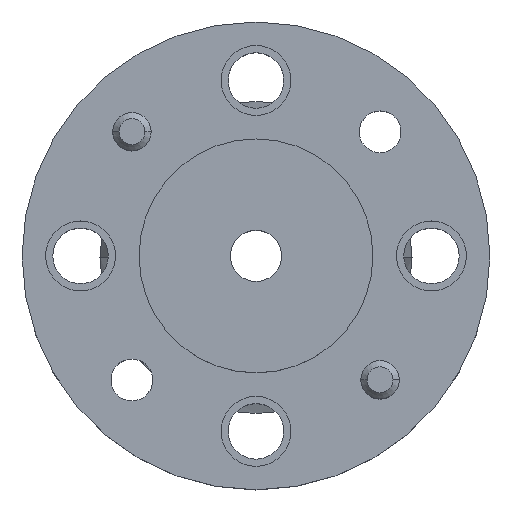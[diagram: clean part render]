
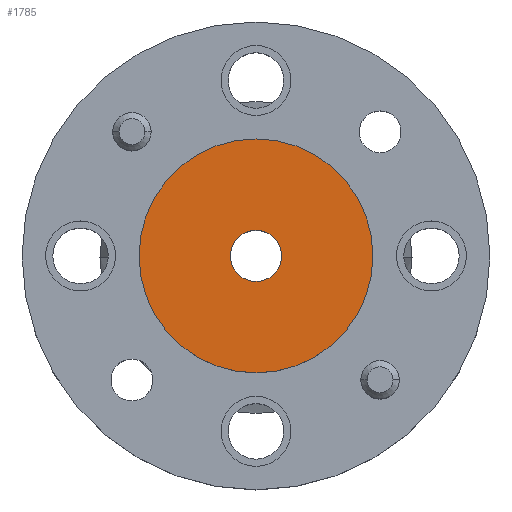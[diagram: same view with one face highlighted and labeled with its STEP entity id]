
A CAD part, top view. The second image highlights one B-rep face of the part: STEP entity #1785.
In plain terms, the highlighted planar face has unit normal (0, 0, 1).
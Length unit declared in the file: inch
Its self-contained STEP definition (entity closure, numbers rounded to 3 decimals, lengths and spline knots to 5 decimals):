
#34 = CIRCLE ( 'NONE', #1258, 0.041 ) ;
#61 = CARTESIAN_POINT ( 'NONE',  ( 0., 0., 0.037 ) ) ;
#106 = DIRECTION ( 'NONE',  ( 1., 0., 0. ) ) ;
#113 = CARTESIAN_POINT ( 'NONE',  ( 0., 0., 0.037 ) ) ;
#229 = DIRECTION ( 'NONE',  ( 1., 0., 0. ) ) ;
#252 = DIRECTION ( 'NONE',  ( 0., 0., 1. ) ) ;
#339 = DIRECTION ( 'NONE',  ( 1., 0., 0. ) ) ;
#379 = FACE_OUTER_BOUND ( 'NONE', #497, .T. ) ;
#476 = EDGE_CURVE ( 'NONE', #1557, #1211, #826, .T. ) ;
#494 = CARTESIAN_POINT ( 'NONE',  ( 0.1875, 0., 0.037 ) ) ;
#497 = EDGE_LOOP ( 'NONE', ( #520, #1577 ) ) ;
#520 = ORIENTED_EDGE ( 'NONE', *, *, #1855, .T. ) ;
#543 = AXIS2_PLACEMENT_3D ( 'NONE', #559, #1936, #1799 ) ;
#559 = CARTESIAN_POINT ( 'NONE',  ( 0., 0., 0.037 ) ) ;
#632 = EDGE_CURVE ( 'NONE', #1257, #1404, #661, .T. ) ;
#661 = CIRCLE ( 'NONE', #1773, 0.041 ) ;
#826 = CIRCLE ( 'NONE', #1400, 0.1875 ) ;
#856 = CARTESIAN_POINT ( 'NONE',  ( 0.041, 0., 0.037 ) ) ;
#886 = EDGE_CURVE ( 'NONE', #1404, #1257, #34, .T. ) ;
#933 = DIRECTION ( 'NONE',  ( 0., 0., 1. ) ) ;
#940 = CARTESIAN_POINT ( 'NONE',  ( -0.1875, 0., 0.037 ) ) ;
#974 = PLANE ( 'NONE',  #1837 ) ;
#1036 = ORIENTED_EDGE ( 'NONE', *, *, #886, .F. ) ;
#1129 = CARTESIAN_POINT ( 'NONE',  ( 0., 0., 0.037 ) ) ;
#1143 = EDGE_LOOP ( 'NONE', ( #1742, #1036 ) ) ;
#1211 = VERTEX_POINT ( 'NONE', #940 ) ;
#1257 = VERTEX_POINT ( 'NONE', #856 ) ;
#1258 = AXIS2_PLACEMENT_3D ( 'NONE', #61, #933, #229 ) ;
#1263 = DIRECTION ( 'NONE',  ( 0., 0., 1. ) ) ;
#1274 = FACE_BOUND ( 'NONE', #1143, .T. ) ;
#1400 = AXIS2_PLACEMENT_3D ( 'NONE', #1129, #1887, #339 ) ;
#1404 = VERTEX_POINT ( 'NONE', #1940 ) ;
#1434 = CARTESIAN_POINT ( 'NONE',  ( 0., 0., 0.037 ) ) ;
#1520 = CIRCLE ( 'NONE', #543, 0.1875 ) ;
#1557 = VERTEX_POINT ( 'NONE', #494 ) ;
#1577 = ORIENTED_EDGE ( 'NONE', *, *, #476, .T. ) ;
#1742 = ORIENTED_EDGE ( 'NONE', *, *, #632, .F. ) ;
#1773 = AXIS2_PLACEMENT_3D ( 'NONE', #113, #252, #106 ) ;
#1785 = ADVANCED_FACE ( 'NONE', ( #1274, #379 ), #974, .T. ) ;
#1799 = DIRECTION ( 'NONE',  ( 1., 0., 0. ) ) ;
#1837 = AXIS2_PLACEMENT_3D ( 'NONE', #1434, #1263, #1871 ) ;
#1855 = EDGE_CURVE ( 'NONE', #1211, #1557, #1520, .T. ) ;
#1871 = DIRECTION ( 'NONE',  ( 1., 0., 0. ) ) ;
#1887 = DIRECTION ( 'NONE',  ( 0., 0., 1. ) ) ;
#1936 = DIRECTION ( 'NONE',  ( 0., 0., 1. ) ) ;
#1940 = CARTESIAN_POINT ( 'NONE',  ( -0.041, 0., 0.037 ) ) ;
